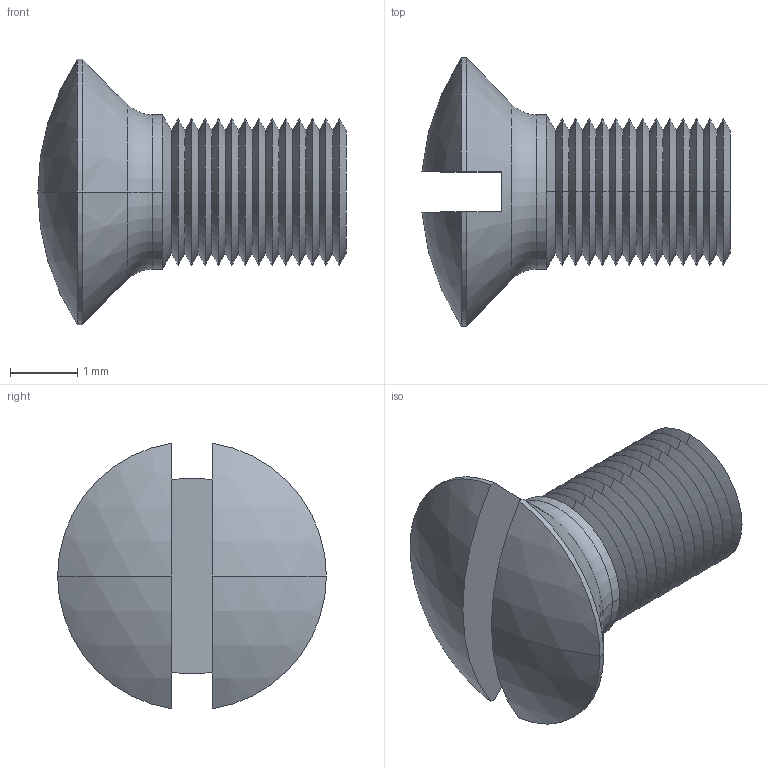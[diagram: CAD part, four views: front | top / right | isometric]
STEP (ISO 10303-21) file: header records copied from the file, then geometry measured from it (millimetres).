
FILE_DESCRIPTION (( 'STEP AP214' ), '1' );
FILE_NAME ('Screw M2.3 x 4 countersunk raised.STEP', '2025-07-06T08:34:48', ( '' ), ( '' ), 'SwSTEP 2.0', 'SolidWorks 2025', '' );
FILE_SCHEMA (( 'AUTOMOTIVE_DESIGN' ));
Length unit declared in the file: millimetre
Products named in the file (1): Screw M2.3 x 4 countersunk raised_KS 1021 RS- M2.5 x 4-S
Bounding box: 4.59 x 4 x 3.95 mm (x, y, z)
Volume: 19.4 mm3; surface area: 71.5 mm2
Topology: 1 solids, 1 shells, 71 faces, 149 edges, 80 vertices
Faces by surface type: cone 56, cylinder 5, sphere 4, plane 4, torus 2
Entity records: 1897 total; most frequent: DIRECTION 369, CARTESIAN_POINT 313, ORIENTED_EDGE 298, AXIS2_PLACEMENT_3D 152, EDGE_CURVE 149, CIRCLE 80, VERTEX_POINT 80, FACE_OUTER_BOUND 71
